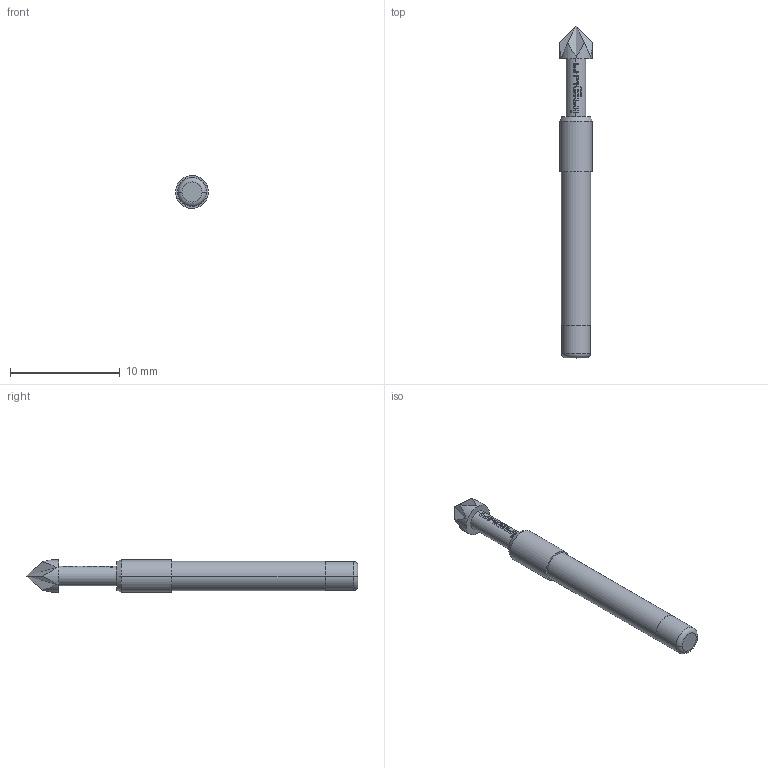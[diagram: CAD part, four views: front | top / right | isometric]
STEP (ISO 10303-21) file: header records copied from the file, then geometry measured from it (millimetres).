
FILE_DESCRIPTION (( 'STEP AP203' ), '1' );
FILE_NAME ('INGUN_GKS-113_217_300_A_xx05.STEP', '2020-09-08T11:15:09', ( '' ), ( '' ), 'SwSTEP 2.0', 'SolidWorks 2018', '' );
FILE_SCHEMA (( 'CONFIG_CONTROL_DESIGN' ));
Length unit declared in the file: millimetre
Products named in the file (1): INGUN_GKS-113_217_300_A_xx05
Bounding box: 3 x 30.3 x 3 mm (x, y, z)
Volume: 152.6 mm3; surface area: 256.5 mm2
Topology: 1 solids, 1 shells, 112 faces, 300 edges, 195 vertices
Faces by surface type: bspline 53, cylinder 29, plane 26, cone 2, torus 2
Entity records: 4739 total; most frequent: CARTESIAN_POINT 2481, ORIENTED_EDGE 600, EDGE_CURVE 300, B_SPLINE_CURVE_WITH_KNOTS 222, DIRECTION 210, VERTEX_POINT 195, EDGE_LOOP 117, ADVANCED_FACE 112
